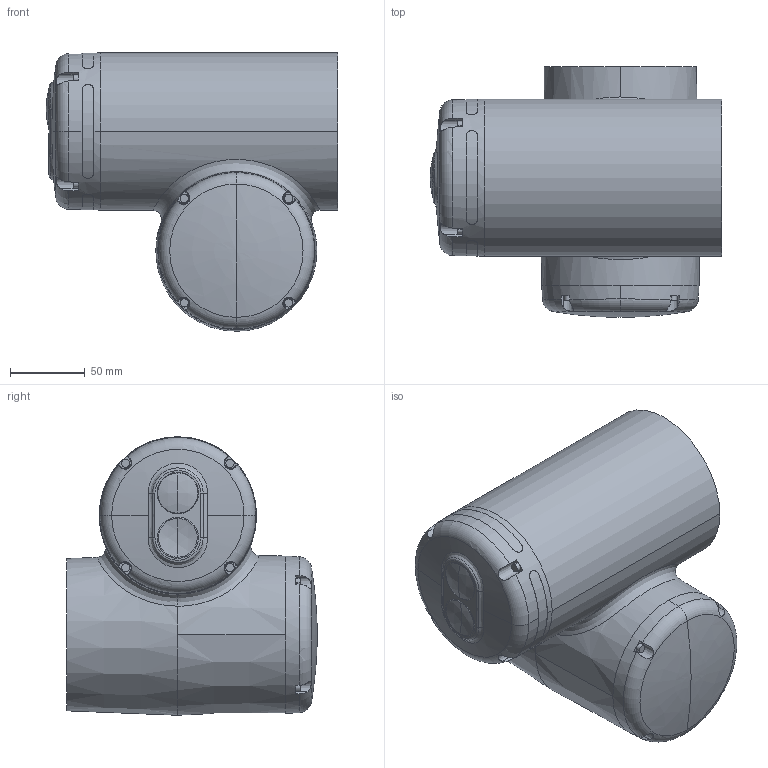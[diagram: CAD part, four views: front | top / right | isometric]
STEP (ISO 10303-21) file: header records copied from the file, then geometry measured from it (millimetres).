
FILE_DESCRIPTION (( 'STEP AP214' ), '1' );
FILE_NAME ('CRB15000_10kg-152_Omnicore_rev00_LINK05_CAD.step', '2023-07-05T08:09:44', ( '' ), ( '' ), 'SwSTEP 2.0', 'SolidWorks 2022', '' );
FILE_SCHEMA (( 'AUTOMOTIVE_DESIGN' ));
Length unit declared in the file: inch
Products named in the file (1): CRB15000_10kg-152_Omnicore_rev00_LINK05_CAD
Bounding box: 195.5 x 168 x 186.75 mm (x, y, z)
Volume: 3011616 mm3; surface area: 131920.2 mm2
Topology: 1 solids, 5 shells, 176 faces, 438 edges, 287 vertices
Faces by surface type: plane 47, bspline 42, cone 39, cylinder 36, torus 8, sphere 4
Entity records: 12013 total; most frequent: CARTESIAN_POINT 7712, ORIENTED_EDGE 872, DIRECTION 703, EDGE_CURVE 436, AXIS2_PLACEMENT_3D 315, VERTEX_POINT 287, EDGE_LOOP 193, B_SPLINE_CURVE_WITH_KNOTS 183
